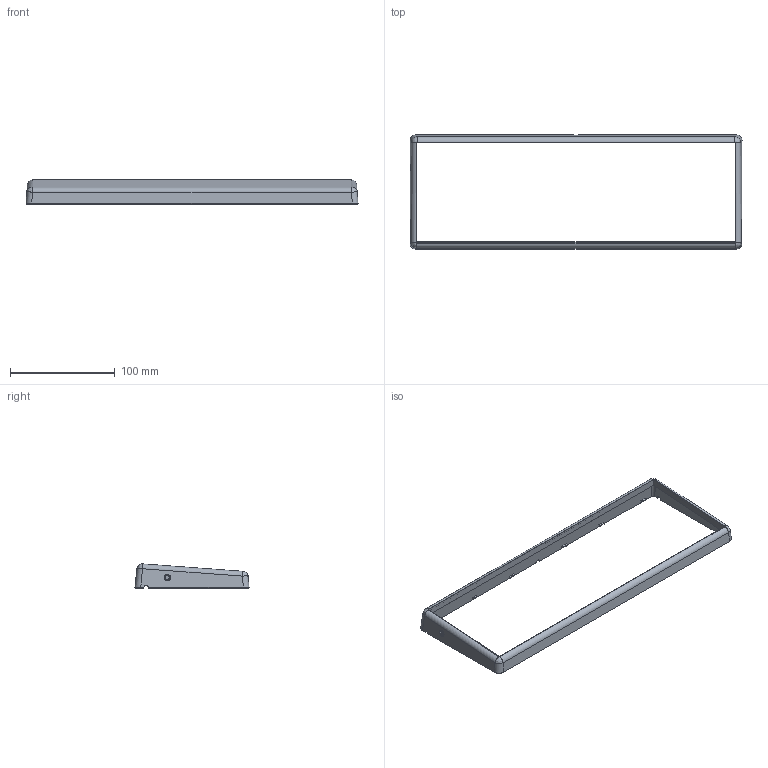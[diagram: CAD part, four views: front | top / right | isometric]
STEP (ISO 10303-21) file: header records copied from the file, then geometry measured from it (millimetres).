
FILE_DESCRIPTION (( 'STEP AP214' ), '1' );
FILE_NAME ('shell-up.STEP', '2021-01-16T17:58:25', ( '' ), ( '' ), 'SwSTEP 2.0', 'SolidWorks 2021', '' );
FILE_SCHEMA (( 'AUTOMOTIVE_DESIGN' ));
Length unit declared in the file: millimetre
Products named in the file (1): shell-up
Bounding box: 317.66 x 109.14 x 23.14 mm (x, y, z)
Volume: 47178.1 mm3; surface area: 46501.5 mm2
Topology: 1 solids, 1 shells, 130 faces, 330 edges, 214 vertices
Faces by surface type: plane 101, cylinder 19, bspline 10
Entity records: 4924 total; most frequent: CARTESIAN_POINT 1932, ORIENTED_EDGE 660, DIRECTION 519, EDGE_CURVE 330, LINE 257, VECTOR 257, VERTEX_POINT 214, EDGE_LOOP 146
